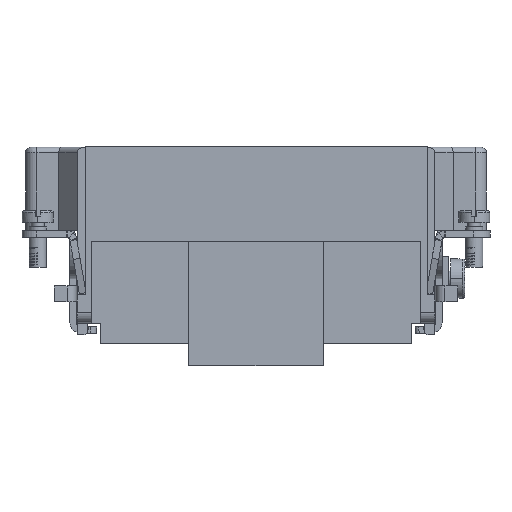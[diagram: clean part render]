
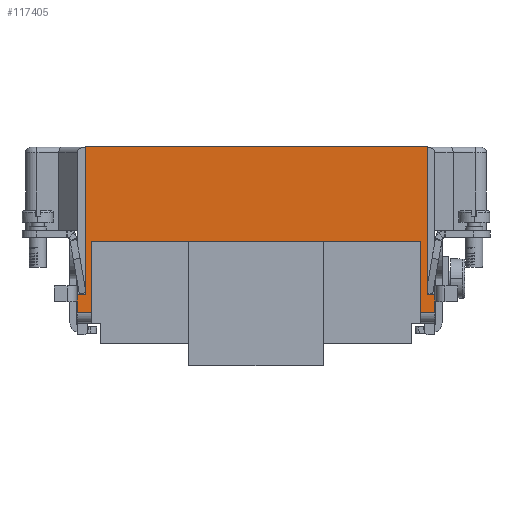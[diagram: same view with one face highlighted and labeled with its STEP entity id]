
A CAD part, front view. The second image highlights one B-rep face of the part: STEP entity #117405.
In plain terms, the highlighted planar face has unit normal (0, -1, 0).
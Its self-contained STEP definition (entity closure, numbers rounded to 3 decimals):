
#25748=DIRECTION('',(0.,0.,-1.));
#25749=VECTOR('',#25748,26.4);
#25750=CARTESIAN_POINT('',(30.5,23.02,15.));
#25751=LINE('',#25750,#25749);
#26392=DIRECTION('',(-1.,0.,0.));
#26393=VECTOR('',#26392,1.45);
#26394=CARTESIAN_POINT('',(-30.3,23.02,-11.4));
#26395=LINE('',#26394,#26393);
#26396=DIRECTION('',(0.,0.,-1.));
#26397=VECTOR('',#26396,26.4);
#26398=CARTESIAN_POINT('',(-30.3,23.02,15.));
#26399=LINE('',#26398,#26397);
#26400=DIRECTION('',(-1.,0.,0.));
#26401=VECTOR('',#26400,60.8);
#26402=CARTESIAN_POINT('',(30.5,23.02,15.));
#26403=LINE('',#26402,#26401);
#26404=DIRECTION('',(0.,0.,1.));
#26405=VECTOR('',#26404,3.1);
#26406=CARTESIAN_POINT('',(31.75,23.02,-14.5));
#26407=LINE('',#26406,#26405);
#26408=DIRECTION('',(0.,0.,-1.));
#26409=VECTOR('',#26408,12.5);
#26410=CARTESIAN_POINT('',(29.25,23.02,-2.));
#26411=LINE('',#26410,#26409);
#26412=DIRECTION('',(1.,0.,0.));
#26413=VECTOR('',#26412,58.5);
#26414=CARTESIAN_POINT('',(-29.25,23.02,-2.));
#26415=LINE('',#26414,#26413);
#26432=DIRECTION('',(0.,0.,1.));
#26433=VECTOR('',#26432,3.1);
#26434=CARTESIAN_POINT('',(-31.75,23.02,-14.5));
#26435=LINE('',#26434,#26433);
#27594=DIRECTION('',(-1.,0.,0.));
#27595=VECTOR('',#27594,2.5);
#27596=CARTESIAN_POINT('',(-29.25,23.02,-14.5));
#27597=LINE('',#27596,#27595);
#27598=DIRECTION('',(0.,0.,-1.));
#27599=VECTOR('',#27598,12.5);
#27600=CARTESIAN_POINT('',(-29.25,23.02,-2.));
#27601=LINE('',#27600,#27599);
#27814=DIRECTION('',(1.,0.,0.));
#27815=VECTOR('',#27814,1.25);
#27816=CARTESIAN_POINT('',(30.5,23.02,-11.4));
#27817=LINE('',#27816,#27815);
#31609=DIRECTION('',(-1.,0.,0.));
#31610=VECTOR('',#31609,2.5);
#31611=CARTESIAN_POINT('',(31.75,23.02,-14.5));
#31612=LINE('',#31611,#31610);
#74906=CARTESIAN_POINT('',(-30.3,23.02,15.));
#74907=VERTEX_POINT('',#74906);
#74908=CARTESIAN_POINT('',(30.5,23.02,15.));
#74909=VERTEX_POINT('',#74908);
#74946=CARTESIAN_POINT('',(-31.75,23.02,-14.5));
#74947=VERTEX_POINT('',#74946);
#74948=CARTESIAN_POINT('',(-31.75,23.02,-11.4));
#74949=VERTEX_POINT('',#74948);
#74954=CARTESIAN_POINT('',(-29.25,23.02,-14.5));
#74955=VERTEX_POINT('',#74954);
#74956=CARTESIAN_POINT('',(-29.25,23.02,-2.));
#74957=VERTEX_POINT('',#74956);
#74958=CARTESIAN_POINT('',(29.25,23.02,-2.));
#74959=VERTEX_POINT('',#74958);
#74960=CARTESIAN_POINT('',(29.25,23.02,-14.5));
#74961=VERTEX_POINT('',#74960);
#74962=CARTESIAN_POINT('',(31.75,23.02,-14.5));
#74963=VERTEX_POINT('',#74962);
#74964=CARTESIAN_POINT('',(31.75,23.02,-11.4));
#74965=VERTEX_POINT('',#74964);
#74966=CARTESIAN_POINT('',(30.5,23.02,-11.4));
#74967=VERTEX_POINT('',#74966);
#74968=CARTESIAN_POINT('',(-30.3,23.02,-11.4));
#74969=VERTEX_POINT('',#74968);
#117379=CARTESIAN_POINT('',(-31.75,23.02,15.));
#117380=DIRECTION('',(0.,1.,0.));
#117381=DIRECTION('',(1.,0.,0.));
#117382=AXIS2_PLACEMENT_3D('',#117379,#117380,#117381);
#117383=PLANE('',#117382);
#117385=ORIENTED_EDGE('',*,*,#117384,.T.);
#117387=ORIENTED_EDGE('',*,*,#117386,.F.);
#117388=ORIENTED_EDGE('',*,*,#117363,.F.);
#117389=ORIENTED_EDGE('',*,*,#116656,.F.);
#117390=ORIENTED_EDGE('',*,*,#116441,.T.);
#117392=ORIENTED_EDGE('',*,*,#117391,.T.);
#117393=ORIENTED_EDGE('',*,*,#114837,.F.);
#117395=ORIENTED_EDGE('',*,*,#117394,.T.);
#117397=ORIENTED_EDGE('',*,*,#117396,.F.);
#117398=ORIENTED_EDGE('',*,*,#114653,.F.);
#117400=ORIENTED_EDGE('',*,*,#117399,.T.);
#117402=ORIENTED_EDGE('',*,*,#117401,.T.);
#117403=EDGE_LOOP('',(#117385,#117387,#117388,#117389,#117390,#117392,#117393,
#117395,#117397,#117398,#117400,#117402));
#117404=FACE_OUTER_BOUND('',#117403,.F.);
#117405=ADVANCED_FACE('',(#117404),#117383,.F.);
#114653=EDGE_CURVE('',#74957,#74959,#26415,.T.);
#114837=EDGE_CURVE('',#74963,#74965,#26407,.T.);
#116441=EDGE_CURVE('',#74909,#74967,#25751,.T.);
#116656=EDGE_CURVE('',#74909,#74907,#26403,.T.);
#117363=EDGE_CURVE('',#74907,#74969,#26399,.T.);
#117384=EDGE_CURVE('',#74947,#74949,#26435,.T.);
#117386=EDGE_CURVE('',#74969,#74949,#26395,.T.);
#117391=EDGE_CURVE('',#74967,#74965,#27817,.T.);
#117394=EDGE_CURVE('',#74963,#74961,#31612,.T.);
#117396=EDGE_CURVE('',#74959,#74961,#26411,.T.);
#117399=EDGE_CURVE('',#74957,#74955,#27601,.T.);
#117401=EDGE_CURVE('',#74955,#74947,#27597,.T.);
